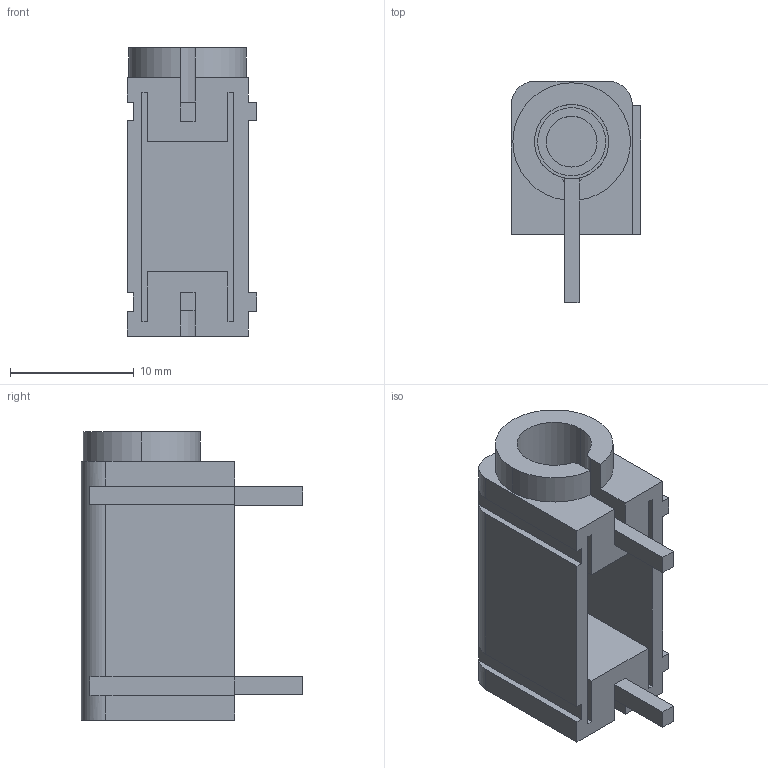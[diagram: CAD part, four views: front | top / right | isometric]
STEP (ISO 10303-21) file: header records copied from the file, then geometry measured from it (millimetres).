
FILE_DESCRIPTION (( 'STEP AP214' ), '1' );
FILE_NAME ('571-0100 Assem.STEP', '2022-04-14T05:56:23', ( '' ), ( '' ), 'SwSTEP 2.0', 'SolidWorks 2018', '' );
FILE_SCHEMA (( 'AUTOMOTIVE_DESIGN' ));
Length unit declared in the file: millimetre
Products named in the file (3): 571-0100 PIN; 571-0100 Assem; 571-0100
Assembly tree (3 placements, depth 2):
  571-0100 Assem
    571-0100
    571-0100 PIN  x2
Bounding box: 10.5 x 17.9 x 23.3 mm (x, y, z)
Volume: 1471.8 mm3; surface area: 2632.1 mm2
Topology: 7 solids, 7 shells, 100 faces, 248 edges, 164 vertices
Faces by surface type: plane 67, cylinder 33
Entity records: 3344 total; most frequent: DIRECTION 440, CARTESIAN_POINT 440, ORIENTED_EDGE 424, EDGE_CURVE 212, VECTOR 160, LINE 160, VERTEX_POINT 140, AXIS2_PLACEMENT_3D 140
